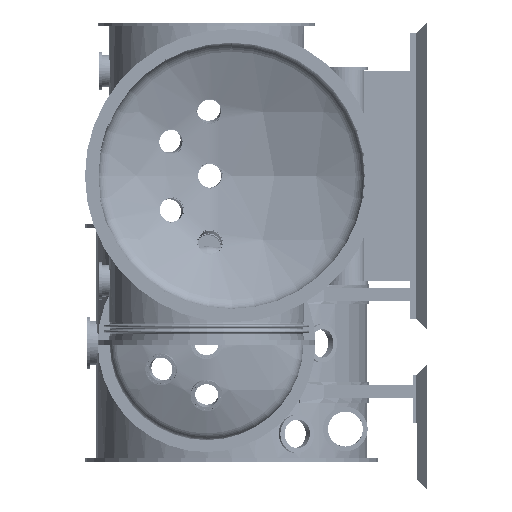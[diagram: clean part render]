
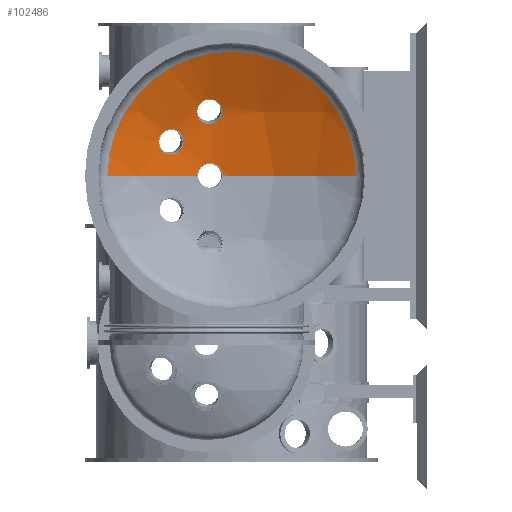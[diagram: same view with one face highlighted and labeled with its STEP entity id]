
A CAD part, left-side view. The second image highlights one B-rep face of the part: STEP entity #102486.
In plain terms, the highlighted spherical face has radius 2136.78 mm.
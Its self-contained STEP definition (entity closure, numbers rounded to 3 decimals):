
#335 = CARTESIAN_POINT ( 'NONE',  ( 0., 274.469, 420.449 ) ) ;
#4071 = DIRECTION ( 'NONE',  ( 0., 0.081, 0.997 ) ) ;
#6619 = CIRCLE ( 'NONE', #135356, 2136.775 ) ;
#9345 = VERTEX_POINT ( 'NONE', #55717 ) ;
#10684 = CARTESIAN_POINT ( 'NONE',  ( 0., 992.195, 193.822 ) ) ;
#12813 = DIRECTION ( 'NONE',  ( 1., 0., 0. ) ) ;
#12865 = FACE_OUTER_BOUND ( 'NONE', #63216, .T. ) ;
#15263 = ORIENTED_EDGE ( 'NONE', *, *, #20386, .T. ) ;
#18540 = CARTESIAN_POINT ( 'NONE',  ( -992.195, 0., 193.822 ) ) ;
#20386 = EDGE_CURVE ( 'NONE', #47335, #84362, #160895, .T. ) ;
#21698 = CARTESIAN_POINT ( 'NONE',  ( 0., 0., -1698.625 ) ) ;
#22654 = CARTESIAN_POINT ( 'NONE',  ( 0., 172.442, 428.719 ) ) ;
#22866 = EDGE_CURVE ( 'NONE', #140842, #43440, #24051, .T. ) ;
#24051 = CIRCLE ( 'NONE', #128852, 992.195 ) ;
#25258 = DIRECTION ( 'NONE',  ( 1., 0., 0. ) ) ;
#29711 = AXIS2_PLACEMENT_3D ( 'NONE', #107015, #81696, #138945 ) ;
#29913 = AXIS2_PLACEMENT_3D ( 'NONE', #183572, #184475, #66291 ) ;
#30507 = DIRECTION ( 'NONE',  ( -0.97, 0., -0.242 ) ) ;
#33891 = CARTESIAN_POINT ( 'NONE',  ( -271.663, 483.894, 362.291 ) ) ;
#35763 = DIRECTION ( 'NONE',  ( 0., 0.974, -0.229 ) ) ;
#37703 = DIRECTION ( 'NONE',  ( 0., 0., -1. ) ) ;
#40941 = FACE_BOUND ( 'NONE', #131896, .T. ) ;
#43440 = VERTEX_POINT ( 'NONE', #56948 ) ;
#43829 = EDGE_CURVE ( 'NONE', #68323, #9345, #145885, .T. ) ;
#46036 = CARTESIAN_POINT ( 'NONE',  ( -271.663, 384.242, 385.689 ) ) ;
#47335 = VERTEX_POINT ( 'NONE', #335 ) ;
#47961 = EDGE_CURVE ( 'NONE', #58876, #140842, #169076, .T. ) ;
#49758 = DIRECTION ( 'NONE',  ( -1., 0., 0. ) ) ;
#50116 = VERTEX_POINT ( 'NONE', #79388 ) ;
#54269 = CARTESIAN_POINT ( 'NONE',  ( 0., 0., 193.822 ) ) ;
#55717 = CARTESIAN_POINT ( 'NONE',  ( -613.637, 178.573, 340.338 ) ) ;
#56948 = CARTESIAN_POINT ( 'NONE',  ( 0., -992.195, 193.822 ) ) ;
#58876 = VERTEX_POINT ( 'NONE', #10684 ) ;
#61145 = DIRECTION ( 'NONE',  ( 0., 0.997, -0.081 ) ) ;
#62304 = CARTESIAN_POINT ( 'NONE',  ( 0., 0., -1698.625 ) ) ;
#63216 = EDGE_LOOP ( 'NONE', ( #154910, #150712, #91828, #123397, #15263, #102039 ) ) ;
#64915 = AXIS2_PLACEMENT_3D ( 'NONE', #104504, #148630, #30507 ) ;
#65839 = EDGE_CURVE ( 'NONE', #58876, #47335, #135574, .T. ) ;
#66291 = DIRECTION ( 'NONE',  ( 0., 1., 0. ) ) ;
#68323 = VERTEX_POINT ( 'NONE', #121458 ) ;
#78135 = AXIS2_PLACEMENT_3D ( 'NONE', #33891, #163376, #35763 ) ;
#79388 = CARTESIAN_POINT ( 'NONE',  ( -271.663, 583.546, 338.893 ) ) ;
#81222 = CARTESIAN_POINT ( 'NONE',  ( 0., 0., 193.822 ) ) ;
#81696 = DIRECTION ( 'NONE',  ( -0.241, 0.084, 0.967 ) ) ;
#82316 = ORIENTED_EDGE ( 'NONE', *, *, #169082, .T. ) ;
#84362 = VERTEX_POINT ( 'NONE', #102175 ) ;
#91828 = ORIENTED_EDGE ( 'NONE', *, *, #47961, .F. ) ;
#102039 = ORIENTED_EDGE ( 'NONE', *, *, #133737, .T. ) ;
#102175 = CARTESIAN_POINT ( 'NONE',  ( 0., 70.414, 436.989 ) ) ;
#102486 = ADVANCED_FACE ( 'NONE', ( #12865, #108466, #40941 ), #181725, .F. ) ;
#104504 = CARTESIAN_POINT ( 'NONE',  ( -514.313, 178.573, 365.091 ) ) ;
#105012 = CIRCLE ( 'NONE', #78135, 102.362 ) ;
#106252 = CIRCLE ( 'NONE', #130268, 102.362 ) ;
#106933 = VERTEX_POINT ( 'NONE', #125912 ) ;
#107015 = CARTESIAN_POINT ( 'NONE',  ( -514.313, 178.573, 365.091 ) ) ;
#108466 = FACE_BOUND ( 'NONE', #133192, .T. ) ;
#114151 = EDGE_CURVE ( 'NONE', #156561, #50116, #106252, .T. ) ;
#119341 = AXIS2_PLACEMENT_3D ( 'NONE', #21698, #49758, #152938 ) ;
#120689 = DIRECTION ( 'NONE',  ( -0.127, 0.227, 0.966 ) ) ;
#121458 = CARTESIAN_POINT ( 'NONE',  ( -414.989, 178.573, 389.844 ) ) ;
#121640 = DIRECTION ( 'NONE',  ( 0., 0.974, -0.229 ) ) ;
#122122 = ORIENTED_EDGE ( 'NONE', *, *, #114151, .T. ) ;
#123397 = ORIENTED_EDGE ( 'NONE', *, *, #65839, .T. ) ;
#125912 = CARTESIAN_POINT ( 'NONE',  ( 0., 0., 438.15 ) ) ;
#128852 = AXIS2_PLACEMENT_3D ( 'NONE', #54269, #152830, #25258 ) ;
#130268 = AXIS2_PLACEMENT_3D ( 'NONE', #176153, #120689, #121640 ) ;
#130904 = AXIS2_PLACEMENT_3D ( 'NONE', #22654, #4071, #61145 ) ;
#131896 = EDGE_LOOP ( 'NONE', ( #122122, #82316 ) ) ;
#133192 = EDGE_LOOP ( 'NONE', ( #147090, #140603 ) ) ;
#133737 = EDGE_CURVE ( 'NONE', #84362, #106933, #6619, .T. ) ;
#135356 = AXIS2_PLACEMENT_3D ( 'NONE', #62304, #176870, #37703 ) ;
#135574 = CIRCLE ( 'NONE', #153493, 2136.775 ) ;
#138482 = DIRECTION ( 'NONE',  ( 0., 0., 1. ) ) ;
#138945 = DIRECTION ( 'NONE',  ( -0.97, 0., -0.242 ) ) ;
#139015 = EDGE_CURVE ( 'NONE', #9345, #68323, #143519, .T. ) ;
#139535 = EDGE_CURVE ( 'NONE', #43440, #106933, #179330, .T. ) ;
#139902 = DIRECTION ( 'NONE',  ( 1., 0., 0. ) ) ;
#140603 = ORIENTED_EDGE ( 'NONE', *, *, #139015, .T. ) ;
#140842 = VERTEX_POINT ( 'NONE', #18540 ) ;
#143519 = CIRCLE ( 'NONE', #29711, 102.362 ) ;
#145885 = CIRCLE ( 'NONE', #64915, 102.362 ) ;
#147090 = ORIENTED_EDGE ( 'NONE', *, *, #43829, .T. ) ;
#148630 = DIRECTION ( 'NONE',  ( -0.241, 0.084, 0.967 ) ) ;
#150712 = ORIENTED_EDGE ( 'NONE', *, *, #22866, .F. ) ;
#152830 = DIRECTION ( 'NONE',  ( 0., 0., 1. ) ) ;
#152938 = DIRECTION ( 'NONE',  ( 0., -1., 0. ) ) ;
#153493 = AXIS2_PLACEMENT_3D ( 'NONE', #183100, #139902, #168087 ) ;
#154910 = ORIENTED_EDGE ( 'NONE', *, *, #139535, .F. ) ;
#156561 = VERTEX_POINT ( 'NONE', #46036 ) ;
#160895 = CIRCLE ( 'NONE', #130904, 102.362 ) ;
#163376 = DIRECTION ( 'NONE',  ( -0.127, 0.227, 0.966 ) ) ;
#168087 = DIRECTION ( 'NONE',  ( 0., 0., -1. ) ) ;
#169076 = CIRCLE ( 'NONE', #175109, 992.195 ) ;
#169082 = EDGE_CURVE ( 'NONE', #50116, #156561, #105012, .T. ) ;
#175109 = AXIS2_PLACEMENT_3D ( 'NONE', #81222, #138482, #12813 ) ;
#176153 = CARTESIAN_POINT ( 'NONE',  ( -271.663, 483.894, 362.291 ) ) ;
#176870 = DIRECTION ( 'NONE',  ( 1., 0., 0. ) ) ;
#179330 = CIRCLE ( 'NONE', #119341, 2136.775 ) ;
#181725 = SPHERICAL_SURFACE ( 'NONE', #29913, 2136.775 ) ;
#183100 = CARTESIAN_POINT ( 'NONE',  ( 0., 0., -1698.625 ) ) ;
#183572 = CARTESIAN_POINT ( 'NONE',  ( 0., 0., -1698.625 ) ) ;
#184475 = DIRECTION ( 'NONE',  ( -1., 0., 0. ) ) ;
